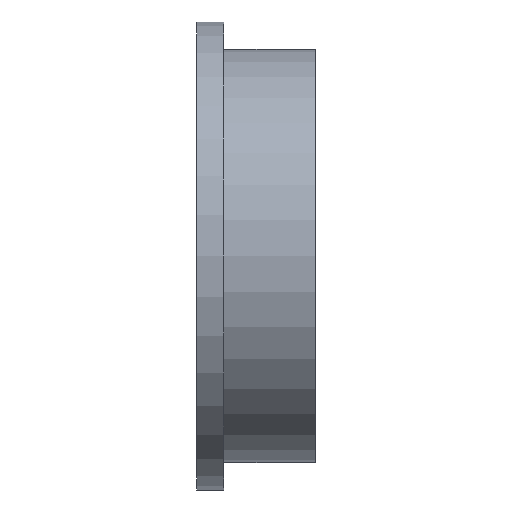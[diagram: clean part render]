
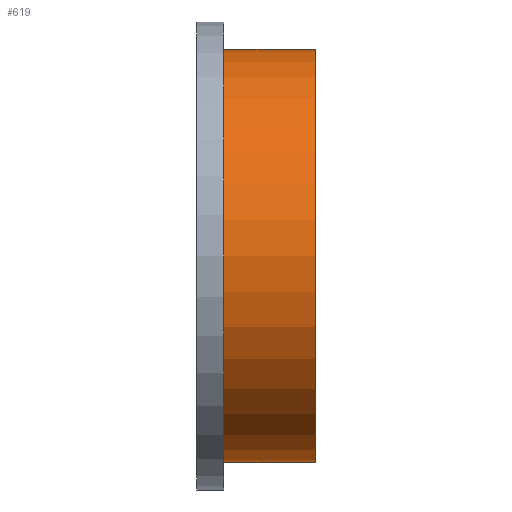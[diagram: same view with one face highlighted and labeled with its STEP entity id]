
A CAD part, left-side view. The second image highlights one B-rep face of the part: STEP entity #619.
In plain terms, the highlighted cylindrical face has radius 5.995 mm (diameter 11.99 mm), a partial arc.
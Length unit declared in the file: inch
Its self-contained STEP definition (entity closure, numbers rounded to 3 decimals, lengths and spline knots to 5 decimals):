
#13 = DIRECTION ( 'NONE',  ( 0., -1., 0. ) ) ;
#15 = ORIENTED_EDGE ( 'NONE', *, *, #430, .T. ) ;
#25 = CYLINDRICAL_SURFACE ( 'NONE', #175, 0.23602 ) ;
#37 = CARTESIAN_POINT ( 'NONE',  ( 0., 0., 0. ) ) ;
#41 = FACE_OUTER_BOUND ( 'NONE', #398, .T. ) ;
#50 = LINE ( 'NONE', #420, #592 ) ;
#55 = DIRECTION ( 'NONE',  ( 0., 0., -1. ) ) ;
#87 = DIRECTION ( 'NONE',  ( 0., 0., 1. ) ) ;
#100 = DIRECTION ( 'NONE',  ( 0., 1., 0. ) ) ;
#113 = CIRCLE ( 'NONE', #275, 0.23602 ) ;
#118 = ORIENTED_EDGE ( 'NONE', *, *, #651, .F. ) ;
#163 = AXIS2_PLACEMENT_3D ( 'NONE', #415, #100, #469 ) ;
#166 = VERTEX_POINT ( 'NONE', #413 ) ;
#174 = VECTOR ( 'NONE', #273, 39.37008 ) ;
#175 = AXIS2_PLACEMENT_3D ( 'NONE', #476, #528, #55 ) ;
#273 = DIRECTION ( 'NONE',  ( 0., -1., 0. ) ) ;
#275 = AXIS2_PLACEMENT_3D ( 'NONE', #37, #393, #87 ) ;
#297 = CARTESIAN_POINT ( 'NONE',  ( 0., 0.1045, 0.23602 ) ) ;
#303 = ORIENTED_EDGE ( 'NONE', *, *, #611, .T. ) ;
#314 = VERTEX_POINT ( 'NONE', #454 ) ;
#328 = CARTESIAN_POINT ( 'NONE',  ( 0., 0.1045, -0.23602 ) ) ;
#349 = ORIENTED_EDGE ( 'NONE', *, *, #597, .F. ) ;
#353 = CARTESIAN_POINT ( 'NONE',  ( 0., 0., -0.23602 ) ) ;
#393 = DIRECTION ( 'NONE',  ( 0., 1., 0. ) ) ;
#398 = EDGE_LOOP ( 'NONE', ( #349, #118, #303, #15 ) ) ;
#413 = CARTESIAN_POINT ( 'NONE',  ( 0., 0.1045, -0.23602 ) ) ;
#415 = CARTESIAN_POINT ( 'NONE',  ( 0., 0.1045, 0. ) ) ;
#420 = CARTESIAN_POINT ( 'NONE',  ( 0., 0.1045, 0.23602 ) ) ;
#430 = EDGE_CURVE ( 'NONE', #449, #314, #113, .T. ) ;
#449 = VERTEX_POINT ( 'NONE', #353 ) ;
#454 = CARTESIAN_POINT ( 'NONE',  ( 0., 0., 0.23602 ) ) ;
#455 = LINE ( 'NONE', #328, #174 ) ;
#469 = DIRECTION ( 'NONE',  ( 0., 0., 1. ) ) ;
#476 = CARTESIAN_POINT ( 'NONE',  ( 0., 0.1045, 0. ) ) ;
#478 = VERTEX_POINT ( 'NONE', #297 ) ;
#528 = DIRECTION ( 'NONE',  ( 0., -1., 0. ) ) ;
#558 = CIRCLE ( 'NONE', #163, 0.23602 ) ;
#592 = VECTOR ( 'NONE', #13, 39.37008 ) ;
#597 = EDGE_CURVE ( 'NONE', #478, #314, #50, .T. ) ;
#611 = EDGE_CURVE ( 'NONE', #166, #449, #455, .T. ) ;
#619 = ADVANCED_FACE ( 'NONE', ( #41 ), #25, .T. ) ;
#651 = EDGE_CURVE ( 'NONE', #166, #478, #558, .T. ) ;
